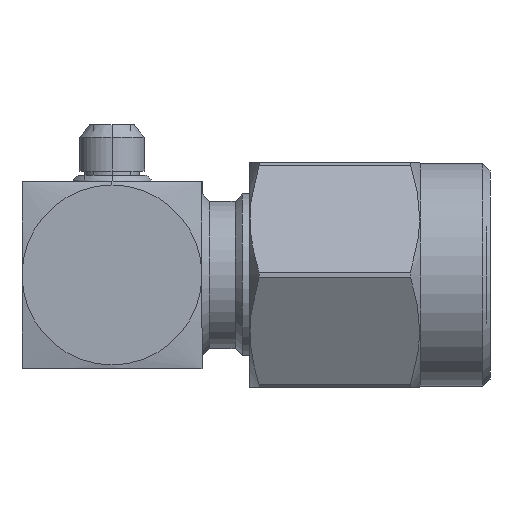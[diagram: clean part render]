
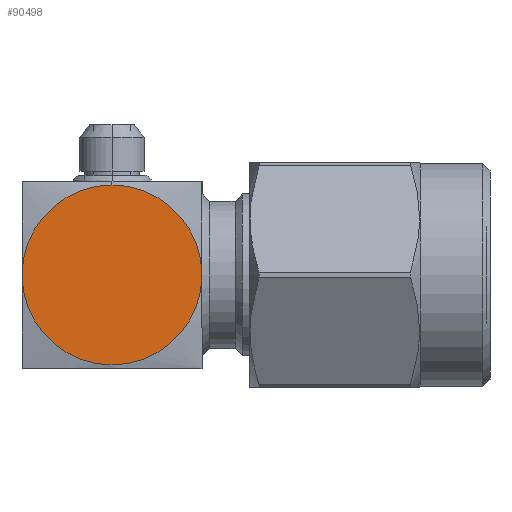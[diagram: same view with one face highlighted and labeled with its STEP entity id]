
A CAD part, left-side view. The second image highlights one B-rep face of the part: STEP entity #90498.
In plain terms, the highlighted planar face has unit normal (-1, 0, 0).
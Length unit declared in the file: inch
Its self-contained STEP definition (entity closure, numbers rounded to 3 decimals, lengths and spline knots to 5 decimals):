
#8669 = CARTESIAN_POINT ( 'NONE',  ( -0.13, 0., 0. ) ) ;
#13546 = CIRCLE ( 'NONE', #31840, 0.125 ) ;
#20247 = AXIS2_PLACEMENT_3D ( 'NONE', #8669, #28729, #52318 ) ;
#28729 = DIRECTION ( 'NONE',  ( 1., 0., 0. ) ) ;
#29038 = CARTESIAN_POINT ( 'NONE',  ( -0.13, 0., 0. ) ) ;
#31840 = AXIS2_PLACEMENT_3D ( 'NONE', #29038, #138456, #82648 ) ;
#31851 = AXIS2_PLACEMENT_3D ( 'NONE', #42548, #127619, #72579 ) ;
#37245 = ORIENTED_EDGE ( 'NONE', *, *, #39235, .T. ) ;
#39235 = EDGE_CURVE ( 'NONE', #44056, #91869, #129568, .T. ) ;
#42548 = CARTESIAN_POINT ( 'NONE',  ( -0.13, -0.125, 0.13 ) ) ;
#44056 = VERTEX_POINT ( 'NONE', #80024 ) ;
#49100 = EDGE_LOOP ( 'NONE', ( #138442, #37245, #57061 ) ) ;
#49371 = EDGE_CURVE ( 'NONE', #129539, #91869, #97849, .T. ) ;
#52318 = DIRECTION ( 'NONE',  ( 0., 0., -1. ) ) ;
#57061 = ORIENTED_EDGE ( 'NONE', *, *, #49371, .F. ) ;
#59965 = DIRECTION ( 'NONE',  ( -1., 0., 0. ) ) ;
#70676 = DIRECTION ( 'NONE',  ( 0., 0., -1. ) ) ;
#72579 = DIRECTION ( 'NONE',  ( 0., 0., -1. ) ) ;
#72809 = CARTESIAN_POINT ( 'NONE',  ( -0.13, -0.125, 0. ) ) ;
#73990 = FACE_OUTER_BOUND ( 'NONE', #49100, .T. ) ;
#80024 = CARTESIAN_POINT ( 'NONE',  ( -0.13, 0., -0.125 ) ) ;
#81598 = CARTESIAN_POINT ( 'NONE',  ( -0.13, 0.125, 0. ) ) ;
#82648 = DIRECTION ( 'NONE',  ( 0., 0., -1. ) ) ;
#90498 = ADVANCED_FACE ( 'NONE', ( #73990 ), #106844, .F. ) ;
#91869 = VERTEX_POINT ( 'NONE', #72809 ) ;
#97849 = CIRCLE ( 'NONE', #20247, 0.125 ) ;
#105103 = EDGE_CURVE ( 'NONE', #129539, #44056, #13546, .T. ) ;
#106844 = PLANE ( 'NONE',  #31851 ) ;
#113537 = CARTESIAN_POINT ( 'NONE',  ( -0.13, 0., 0. ) ) ;
#122693 = AXIS2_PLACEMENT_3D ( 'NONE', #113537, #59965, #70676 ) ;
#127619 = DIRECTION ( 'NONE',  ( 1., 0., 0. ) ) ;
#129539 = VERTEX_POINT ( 'NONE', #81598 ) ;
#129568 = CIRCLE ( 'NONE', #122693, 0.125 ) ;
#138442 = ORIENTED_EDGE ( 'NONE', *, *, #105103, .T. ) ;
#138456 = DIRECTION ( 'NONE',  ( -1., 0., 0. ) ) ;
